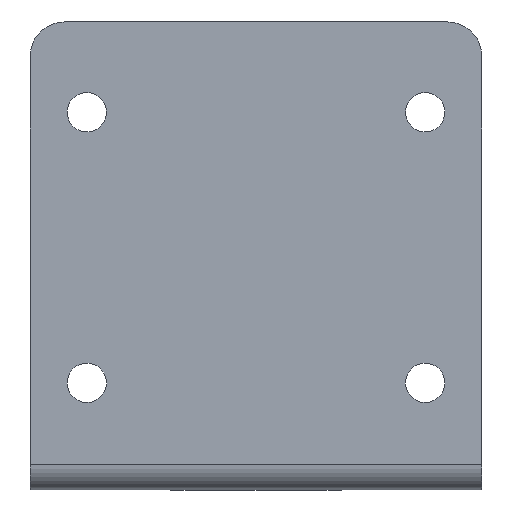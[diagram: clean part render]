
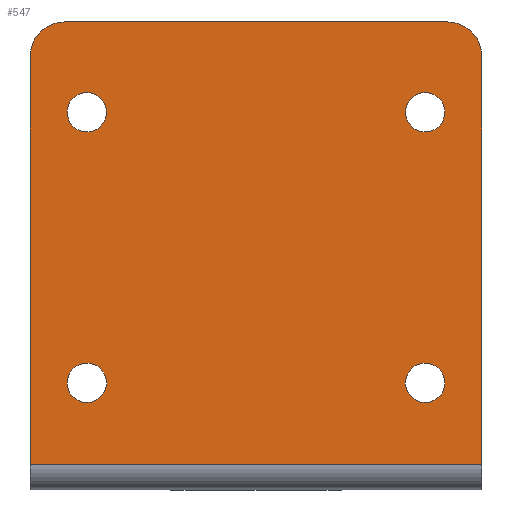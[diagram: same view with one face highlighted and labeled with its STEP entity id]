
A CAD part, front view. The second image highlights one B-rep face of the part: STEP entity #547.
In plain terms, the highlighted planar face has unit normal (0, -1, 0).
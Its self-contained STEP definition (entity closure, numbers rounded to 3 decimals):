
#46=FACE_BOUND('',#103,.T.);
#47=FACE_BOUND('',#104,.T.);
#48=FACE_BOUND('',#105,.T.);
#49=FACE_BOUND('',#106,.T.);
#58=FACE_OUTER_BOUND('',#102,.T.);
#102=EDGE_LOOP('',(#414,#415,#416,#417,#418,#419));
#103=EDGE_LOOP('',(#420));
#104=EDGE_LOOP('',(#421));
#105=EDGE_LOOP('',(#422));
#106=EDGE_LOOP('',(#423));
#154=CIRCLE('',#610,3.);
#155=CIRCLE('',#611,3.);
#156=CIRCLE('',#612,1.75);
#157=CIRCLE('',#613,1.75);
#158=CIRCLE('',#614,1.75);
#159=CIRCLE('',#615,1.75);
#184=LINE('',#892,#226);
#186=LINE('',#896,#228);
#187=LINE('',#898,#229);
#188=LINE('',#902,#230);
#226=VECTOR('',#711,36.263);
#228=VECTOR('',#715,40.);
#229=VECTOR('',#716,36.263);
#230=VECTOR('',#719,34.);
#284=VERTEX_POINT('',#889);
#285=VERTEX_POINT('',#891);
#286=VERTEX_POINT('',#895);
#287=VERTEX_POINT('',#897);
#288=VERTEX_POINT('',#899);
#289=VERTEX_POINT('',#901);
#290=VERTEX_POINT('',#904);
#291=VERTEX_POINT('',#906);
#292=VERTEX_POINT('',#908);
#293=VERTEX_POINT('',#910);
#334=EDGE_CURVE('',#284,#285,#184,.T.);
#336=EDGE_CURVE('',#284,#286,#186,.F.);
#337=EDGE_CURVE('',#287,#286,#187,.T.);
#338=EDGE_CURVE('',#288,#287,#154,.T.);
#339=EDGE_CURVE('',#289,#288,#188,.T.);
#340=EDGE_CURVE('',#285,#289,#155,.T.);
#341=EDGE_CURVE('',#290,#290,#156,.T.);
#342=EDGE_CURVE('',#291,#291,#157,.T.);
#343=EDGE_CURVE('',#292,#292,#158,.T.);
#344=EDGE_CURVE('',#293,#293,#159,.T.);
#414=ORIENTED_EDGE('',*,*,#334,.F.);
#415=ORIENTED_EDGE('',*,*,#336,.T.);
#416=ORIENTED_EDGE('',*,*,#337,.F.);
#417=ORIENTED_EDGE('',*,*,#338,.F.);
#418=ORIENTED_EDGE('',*,*,#339,.F.);
#419=ORIENTED_EDGE('',*,*,#340,.F.);
#420=ORIENTED_EDGE('',*,*,#341,.F.);
#421=ORIENTED_EDGE('',*,*,#342,.F.);
#422=ORIENTED_EDGE('',*,*,#343,.F.);
#423=ORIENTED_EDGE('',*,*,#344,.F.);
#534=PLANE('',#609);
#547=ADVANCED_FACE('',(#58,#46,#47,#48,#49),#534,.T.);
#609=AXIS2_PLACEMENT_3D('',#894,#713,#714);
#610=AXIS2_PLACEMENT_3D('',#900,#717,#718);
#611=AXIS2_PLACEMENT_3D('',#903,#720,#721);
#612=AXIS2_PLACEMENT_3D('',#905,#722,#723);
#613=AXIS2_PLACEMENT_3D('',#907,#724,#725);
#614=AXIS2_PLACEMENT_3D('',#909,#726,#727);
#615=AXIS2_PLACEMENT_3D('',#911,#728,#729);
#711=DIRECTION('',(0.,0.,1.));
#713=DIRECTION('center_axis',(0.,-1.,0.));
#714=DIRECTION('ref_axis',(0.,0.,-1.));
#715=DIRECTION('',(-1.,0.,0.));
#716=DIRECTION('',(0.,0.,-1.));
#717=DIRECTION('center_axis',(0.,1.,0.));
#718=DIRECTION('ref_axis',(0.,0.,1.));
#719=DIRECTION('',(1.,0.,0.));
#720=DIRECTION('center_axis',(0.,1.,0.));
#721=DIRECTION('ref_axis',(0.,0.,-1.));
#722=DIRECTION('center_axis',(0.,-1.,0.));
#723=DIRECTION('ref_axis',(0.,0.,-1.));
#724=DIRECTION('center_axis',(0.,-1.,0.));
#725=DIRECTION('ref_axis',(0.,0.,-1.));
#726=DIRECTION('center_axis',(0.,-1.,0.));
#727=DIRECTION('ref_axis',(0.,0.,-1.));
#728=DIRECTION('center_axis',(0.,-1.,0.));
#729=DIRECTION('ref_axis',(0.,0.,-1.));
#889=CARTESIAN_POINT('',(-20.,-1.5,-19.263));
#891=CARTESIAN_POINT('',(-20.,-1.5,17.));
#892=CARTESIAN_POINT('',(-20.,-1.5,-19.263));
#894=CARTESIAN_POINT('Origin',(-17.,-1.5,17.));
#895=CARTESIAN_POINT('',(20.,-1.5,-19.263));
#896=CARTESIAN_POINT('',(20.,-1.5,-19.263));
#897=CARTESIAN_POINT('',(20.,-1.5,17.));
#898=CARTESIAN_POINT('',(20.,-1.5,17.));
#899=CARTESIAN_POINT('',(17.,-1.5,20.));
#900=CARTESIAN_POINT('Origin',(17.,-1.5,17.));
#901=CARTESIAN_POINT('',(-17.,-1.5,20.));
#902=CARTESIAN_POINT('',(-17.,-1.5,20.));
#903=CARTESIAN_POINT('Origin',(-17.,-1.5,17.));
#904=CARTESIAN_POINT('',(-15.,-1.5,13.75));
#905=CARTESIAN_POINT('Origin',(-15.,-1.5,12.));
#906=CARTESIAN_POINT('',(-15.,-1.5,-10.25));
#907=CARTESIAN_POINT('Origin',(-15.,-1.5,-12.));
#908=CARTESIAN_POINT('',(15.,-1.5,-10.25));
#909=CARTESIAN_POINT('Origin',(15.,-1.5,-12.));
#910=CARTESIAN_POINT('',(15.,-1.5,13.75));
#911=CARTESIAN_POINT('Origin',(15.,-1.5,12.));
